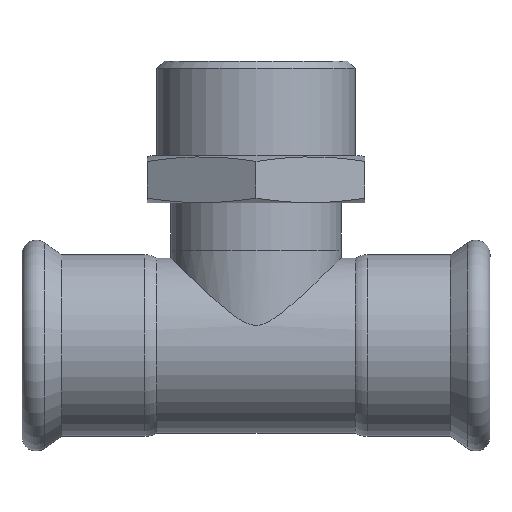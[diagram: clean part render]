
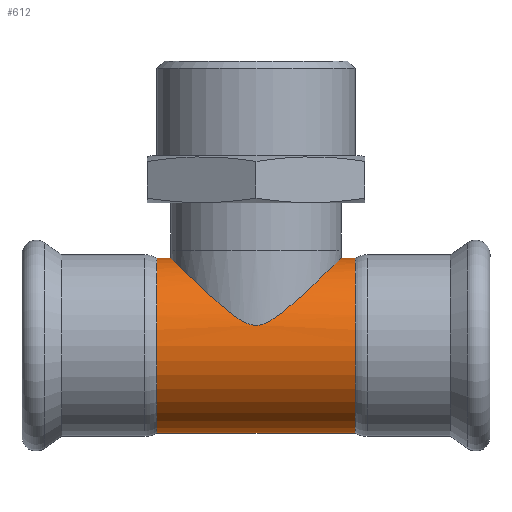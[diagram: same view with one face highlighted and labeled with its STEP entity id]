
A CAD part, front view. The second image highlights one B-rep face of the part: STEP entity #612.
In plain terms, the highlighted cylindrical face has radius 18.5 mm (diameter 37 mm), a full revolution.
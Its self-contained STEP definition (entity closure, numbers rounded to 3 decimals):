
#119=FACE_BOUND($,#204,.T.);
#120=FACE_BOUND($,#205,.T.);
#121=FACE_BOUND($,#206,.T.);
#159=B_SPLINE_CURVE_WITH_KNOTS($,3,(#1045,#1046,#1047,#1048,#1049,#1050,
#1051,#1052,#1053,#1054,#1055,#1056,#1057,#1058,#1059,#1060,#1061,#1062,
#1063,#1064,#1065,#1066,#1067,#1068,#1069,#1070,#1071,#1072,#1073,#1074,
#1075,#1076,#1077,#1078,#1079,#1080,#1081,#1082,#1083,#1084,#1085,#1086,
#1087,#1088,#1089,#1090,#1091,#1092,#1093,#1094,#1095,#1096,#1097,#1098,
#1099,#1100,#1101,#1102,#1103,#1104,#1105,#1106,#1107,#1108,#1109,#1110,
#1111,#1112,#1113,#1114,#1115,#1116,#1117,#1118),.UNSPECIFIED.,.T.,.F.,
(4,2,2,2,2,2,2,2,2,2,2,2,2,2,2,2,2,2,2,2,2,2,2,2,2,2,2,2,2,2,2,2,2,2,2,
2,4),(0.,0.22,0.44,0.88,1.321,
1.761,2.131,2.501,2.871,3.241,
3.611,3.981,4.351,4.721,5.161,
5.601,6.041,6.261,6.481,6.702,
6.922,7.362,7.802,8.242,8.612,
8.982,9.352,9.722,10.092,10.462,
10.832,11.202,11.642,12.082,12.523,
12.743,12.963),.UNSPECIFIED.);
#204=EDGE_LOOP($,(#455));
#205=EDGE_LOOP($,(#456));
#206=EDGE_LOOP($,(#457));
#285=CIRCLE($,#669,18.5);
#286=CIRCLE($,#670,18.5);
#325=VERTEX_POINT($,#1044);
#326=VERTEX_POINT($,#1119);
#327=VERTEX_POINT($,#1121);
#382=EDGE_CURVE($,#325,#325,#159,.T.);
#383=EDGE_CURVE($,#326,#326,#285,.T.);
#384=EDGE_CURVE($,#327,#327,#286,.T.);
#455=ORIENTED_EDGE($,*,*,#382,.T.);
#456=ORIENTED_EDGE($,*,*,#383,.F.);
#457=ORIENTED_EDGE($,*,*,#384,.T.);
#600=CYLINDRICAL_SURFACE($,#668,18.5);
#612=ADVANCED_FACE($,(#119,#120,#121),#600,.T.);
#668=AXIS2_PLACEMENT_3D($,#1043,#766,#767);
#669=AXIS2_PLACEMENT_3D($,#1120,#768,#769);
#670=AXIS2_PLACEMENT_3D($,#1122,#770,#771);
#766=DIRECTION('center_axis',(1.,0.,0.));
#767=DIRECTION('ref_axis',(0.,1.,0.));
#768=DIRECTION('center_axis',(1.,0.,0.));
#769=DIRECTION('ref_axis',(0.,1.,0.));
#770=DIRECTION('center_axis',(1.,0.,0.));
#771=DIRECTION('ref_axis',(0.,1.,0.));
#1043=CARTESIAN_POINT('Origin',(0.,0.,0.));
#1044=CARTESIAN_POINT('',(0.,18.,4.272));
#1045=CARTESIAN_POINT('Ctrl Pts',(0.,18.,4.272));
#1046=CARTESIAN_POINT('Ctrl Pts',(0.734,18.,4.272));
#1047=CARTESIAN_POINT('Ctrl Pts',(1.363,17.958,4.452));
#1048=CARTESIAN_POINT('Ctrl Pts',(2.548,17.829,4.945));
#1049=CARTESIAN_POINT('Ctrl Pts',(3.101,17.74,5.263));
#1050=CARTESIAN_POINT('Ctrl Pts',(4.74,17.401,6.326));
#1051=CARTESIAN_POINT('Ctrl Pts',(5.79,17.081,7.174));
#1052=CARTESIAN_POINT('Ctrl Pts',(7.898,16.215,8.962));
#1053=CARTESIAN_POINT('Ctrl Pts',(8.937,15.67,9.898));
#1054=CARTESIAN_POINT('Ctrl Pts',(10.921,14.358,11.72));
#1055=CARTESIAN_POINT('Ctrl Pts',(11.866,13.59,12.609));
#1056=CARTESIAN_POINT('Ctrl Pts',(13.452,12.004,14.112));
#1057=CARTESIAN_POINT('Ctrl Pts',(14.16,11.17,14.79));
#1058=CARTESIAN_POINT('Ctrl Pts',(15.449,9.307,16.028));
#1059=CARTESIAN_POINT('Ctrl Pts',(16.029,8.277,16.588));
#1060=CARTESIAN_POINT('Ctrl Pts',(16.986,6.076,17.515));
#1061=CARTESIAN_POINT('Ctrl Pts',(17.364,4.9,17.882));
#1062=CARTESIAN_POINT('Ctrl Pts',(17.871,2.479,18.375));
#1063=CARTESIAN_POINT('Ctrl Pts',(18.,1.233,18.5));
#1064=CARTESIAN_POINT('Ctrl Pts',(18.,-1.233,18.5));
#1065=CARTESIAN_POINT('Ctrl Pts',(17.871,-2.479,18.375));
#1066=CARTESIAN_POINT('Ctrl Pts',(17.364,-4.9,17.882));
#1067=CARTESIAN_POINT('Ctrl Pts',(16.986,-6.076,17.515));
#1068=CARTESIAN_POINT('Ctrl Pts',(16.029,-8.277,16.588));
#1069=CARTESIAN_POINT('Ctrl Pts',(15.449,-9.307,16.028));
#1070=CARTESIAN_POINT('Ctrl Pts',(14.16,-11.17,14.79));
#1071=CARTESIAN_POINT('Ctrl Pts',(13.452,-12.004,14.112));
#1072=CARTESIAN_POINT('Ctrl Pts',(11.866,-13.59,12.609));
#1073=CARTESIAN_POINT('Ctrl Pts',(10.921,-14.358,11.72));
#1074=CARTESIAN_POINT('Ctrl Pts',(8.937,-15.67,9.898));
#1075=CARTESIAN_POINT('Ctrl Pts',(7.898,-16.215,8.962));
#1076=CARTESIAN_POINT('Ctrl Pts',(5.79,-17.081,7.174));
#1077=CARTESIAN_POINT('Ctrl Pts',(4.74,-17.401,6.326));
#1078=CARTESIAN_POINT('Ctrl Pts',(3.101,-17.74,5.263));
#1079=CARTESIAN_POINT('Ctrl Pts',(2.548,-17.829,4.945));
#1080=CARTESIAN_POINT('Ctrl Pts',(1.363,-17.958,4.452));
#1081=CARTESIAN_POINT('Ctrl Pts',(0.734,-18.,4.272));
#1082=CARTESIAN_POINT('Ctrl Pts',(-0.734,-18.,4.272));
#1083=CARTESIAN_POINT('Ctrl Pts',(-1.363,-17.958,4.452));
#1084=CARTESIAN_POINT('Ctrl Pts',(-2.548,-17.829,4.945));
#1085=CARTESIAN_POINT('Ctrl Pts',(-3.101,-17.74,5.263));
#1086=CARTESIAN_POINT('Ctrl Pts',(-4.74,-17.401,6.326));
#1087=CARTESIAN_POINT('Ctrl Pts',(-5.79,-17.081,7.174));
#1088=CARTESIAN_POINT('Ctrl Pts',(-7.898,-16.215,8.962));
#1089=CARTESIAN_POINT('Ctrl Pts',(-8.937,-15.67,9.898));
#1090=CARTESIAN_POINT('Ctrl Pts',(-10.921,-14.358,11.72));
#1091=CARTESIAN_POINT('Ctrl Pts',(-11.866,-13.59,12.609));
#1092=CARTESIAN_POINT('Ctrl Pts',(-13.452,-12.004,14.112));
#1093=CARTESIAN_POINT('Ctrl Pts',(-14.16,-11.17,14.79));
#1094=CARTESIAN_POINT('Ctrl Pts',(-15.449,-9.307,16.028));
#1095=CARTESIAN_POINT('Ctrl Pts',(-16.029,-8.277,16.588));
#1096=CARTESIAN_POINT('Ctrl Pts',(-16.986,-6.076,17.515));
#1097=CARTESIAN_POINT('Ctrl Pts',(-17.364,-4.9,17.882));
#1098=CARTESIAN_POINT('Ctrl Pts',(-17.871,-2.479,18.375));
#1099=CARTESIAN_POINT('Ctrl Pts',(-18.,-1.233,18.5));
#1100=CARTESIAN_POINT('Ctrl Pts',(-18.,1.233,18.5));
#1101=CARTESIAN_POINT('Ctrl Pts',(-17.871,2.479,18.375));
#1102=CARTESIAN_POINT('Ctrl Pts',(-17.364,4.9,17.882));
#1103=CARTESIAN_POINT('Ctrl Pts',(-16.986,6.076,17.515));
#1104=CARTESIAN_POINT('Ctrl Pts',(-16.029,8.277,16.588));
#1105=CARTESIAN_POINT('Ctrl Pts',(-15.449,9.307,16.028));
#1106=CARTESIAN_POINT('Ctrl Pts',(-14.16,11.17,14.79));
#1107=CARTESIAN_POINT('Ctrl Pts',(-13.452,12.004,14.112));
#1108=CARTESIAN_POINT('Ctrl Pts',(-11.866,13.59,12.609));
#1109=CARTESIAN_POINT('Ctrl Pts',(-10.921,14.358,11.72));
#1110=CARTESIAN_POINT('Ctrl Pts',(-8.937,15.67,9.898));
#1111=CARTESIAN_POINT('Ctrl Pts',(-7.898,16.215,8.962));
#1112=CARTESIAN_POINT('Ctrl Pts',(-5.79,17.081,7.174));
#1113=CARTESIAN_POINT('Ctrl Pts',(-4.74,17.401,6.326));
#1114=CARTESIAN_POINT('Ctrl Pts',(-3.101,17.74,5.263));
#1115=CARTESIAN_POINT('Ctrl Pts',(-2.548,17.829,4.945));
#1116=CARTESIAN_POINT('Ctrl Pts',(-1.363,17.958,4.452));
#1117=CARTESIAN_POINT('Ctrl Pts',(-0.734,18.,4.272));
#1118=CARTESIAN_POINT('Ctrl Pts',(0.,18.,4.272));
#1119=CARTESIAN_POINT('',(23.5,18.5,0.));
#1120=CARTESIAN_POINT('Origin',(23.5,0.,0.));
#1121=CARTESIAN_POINT('',(-23.5,18.5,0.));
#1122=CARTESIAN_POINT('Origin',(-23.5,0.,0.));
